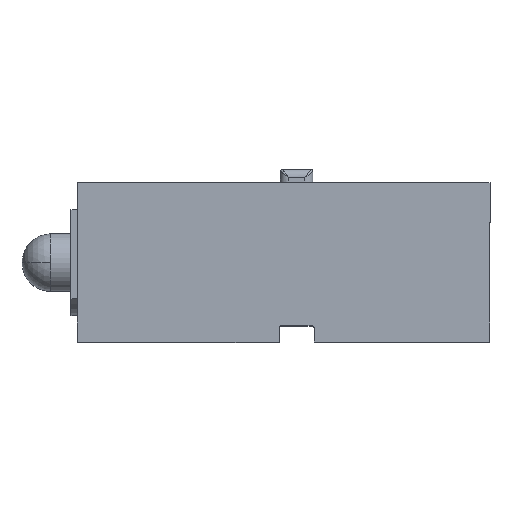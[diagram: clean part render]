
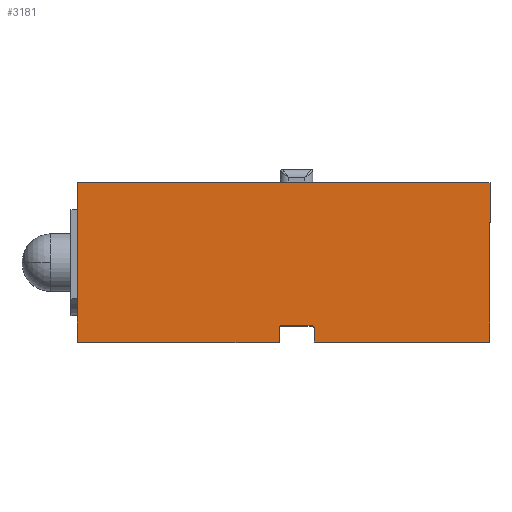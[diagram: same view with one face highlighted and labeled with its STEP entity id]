
A CAD part, top view. The second image highlights one B-rep face of the part: STEP entity #3181.
In plain terms, the highlighted planar face has unit normal (0, 0, 1).
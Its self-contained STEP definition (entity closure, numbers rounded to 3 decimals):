
#2968=CARTESIAN_POINT('',(-3.086,-2.485,10.412));
#2969=VERTEX_POINT('',#2968);
#2970=CARTESIAN_POINT('',(-3.086,-2.041,10.412));
#2971=VERTEX_POINT('',#2970);
#2972=CARTESIAN_POINT('',(-3.086,-2.485,10.412));
#2973=DIRECTION('',(0.0,1.0,0.0));
#2974=VECTOR('',#2973,0.444);
#2975=LINE('',#2972,#2974);
#2976=EDGE_CURVE('',#2969,#2971,#2975,.T.);
#3008=CARTESIAN_POINT('',(-3.023,-1.977,10.412));
#3009=VERTEX_POINT('',#3008);
#3010=CARTESIAN_POINT('',(-3.023,-2.041,10.412));
#3011=DIRECTION('',(0.0,0.0,-1.));
#3012=DIRECTION('',(-0.707,0.707,0.0));
#3013=AXIS2_PLACEMENT_3D('',#3010,#3011,#3012);
#3014=CIRCLE('',#3013,0.064);
#3015=EDGE_CURVE('',#2971,#3009,#3014,.T.);
#3041=CARTESIAN_POINT('',(-2.057,-1.977,10.412));
#3042=VERTEX_POINT('',#3041);
#3043=CARTESIAN_POINT('',(-3.023,-1.977,10.412));
#3044=DIRECTION('',(1.0,0.0,0.0));
#3045=VECTOR('',#3044,0.965);
#3046=LINE('',#3043,#3045);
#3047=EDGE_CURVE('',#3009,#3042,#3046,.T.);
#3072=CARTESIAN_POINT('',(-1.994,-2.041,10.412));
#3073=VERTEX_POINT('',#3072);
#3074=CARTESIAN_POINT('',(-2.057,-2.041,10.412));
#3075=DIRECTION('',(0.0,0.0,-1.));
#3076=DIRECTION('',(0.707,0.707,0.0));
#3077=AXIS2_PLACEMENT_3D('',#3074,#3075,#3076);
#3078=CIRCLE('',#3077,0.064);
#3079=EDGE_CURVE('',#3042,#3073,#3078,.T.);
#3105=CARTESIAN_POINT('',(-1.994,-2.485,10.412));
#3106=VERTEX_POINT('',#3105);
#3107=CARTESIAN_POINT('',(-1.994,-2.041,10.412));
#3108=DIRECTION('',(0.0,-1.0,0.0));
#3109=VECTOR('',#3108,0.444);
#3110=LINE('',#3107,#3109);
#3111=EDGE_CURVE('',#3073,#3106,#3110,.T.);
#3131=CARTESIAN_POINT('',(-2.945,0.0,10.412));
#3132=DIRECTION('',(0.0,0.0,1.0));
#3133=DIRECTION('',(0.0,-1.0,0.0));
#3134=AXIS2_PLACEMENT_3D('',#3131,#3132,#3133);
#3135=PLANE('',#3134);
#3136=ORIENTED_EDGE('',*,*,#2976,.T.);
#3137=ORIENTED_EDGE('',*,*,#3015,.T.);
#3138=ORIENTED_EDGE('',*,*,#3047,.T.);
#3139=ORIENTED_EDGE('',*,*,#3079,.T.);
#3140=ORIENTED_EDGE('',*,*,#3111,.T.);
#3141=CARTESIAN_POINT('',(3.5,-2.485,10.412));
#3142=VERTEX_POINT('',#3141);
#3143=CARTESIAN_POINT('',(-1.994,-2.485,10.412));
#3144=DIRECTION('',(1.0,0.0,0.0));
#3145=VECTOR('',#3144,5.494);
#3146=LINE('',#3143,#3145);
#3147=EDGE_CURVE('',#3106,#3142,#3146,.T.);
#3148=ORIENTED_EDGE('',*,*,#3147,.T.);
#3149=CARTESIAN_POINT('',(3.5,2.485,10.412));
#3150=VERTEX_POINT('',#3149);
#3151=CARTESIAN_POINT('',(3.5,-2.485,10.412));
#3152=DIRECTION('',(0.0,1.0,0.0));
#3153=VECTOR('',#3152,4.97);
#3154=LINE('',#3151,#3153);
#3155=EDGE_CURVE('',#3142,#3150,#3154,.T.);
#3156=ORIENTED_EDGE('',*,*,#3155,.T.);
#3157=CARTESIAN_POINT('',(-9.39,2.485,10.412));
#3158=VERTEX_POINT('',#3157);
#3159=CARTESIAN_POINT('',(3.5,2.485,10.412));
#3160=DIRECTION('',(-1.0,0.0,0.0));
#3161=VECTOR('',#3160,12.89);
#3162=LINE('',#3159,#3161);
#3163=EDGE_CURVE('',#3150,#3158,#3162,.T.);
#3164=ORIENTED_EDGE('',*,*,#3163,.T.);
#3165=CARTESIAN_POINT('',(-9.39,-2.485,10.412));
#3166=VERTEX_POINT('',#3165);
#3167=CARTESIAN_POINT('',(-9.39,2.485,10.412));
#3168=DIRECTION('',(0.0,-1.0,0.0));
#3169=VECTOR('',#3168,4.97);
#3170=LINE('',#3167,#3169);
#3171=EDGE_CURVE('',#3158,#3166,#3170,.T.);
#3172=ORIENTED_EDGE('',*,*,#3171,.T.);
#3173=CARTESIAN_POINT('',(-9.39,-2.485,10.412));
#3174=DIRECTION('',(1.0,0.0,0.0));
#3175=VECTOR('',#3174,6.304);
#3176=LINE('',#3173,#3175);
#3177=EDGE_CURVE('',#3166,#2969,#3176,.T.);
#3178=ORIENTED_EDGE('',*,*,#3177,.T.);
#3179=EDGE_LOOP('',(#3136,#3137,#3138,#3139,#3140,#3148,#3156,#3164,#3172,#3178));
#3180=FACE_OUTER_BOUND('',#3179,.T.);
#3181=ADVANCED_FACE('',(#3180),#3135,.T.);
